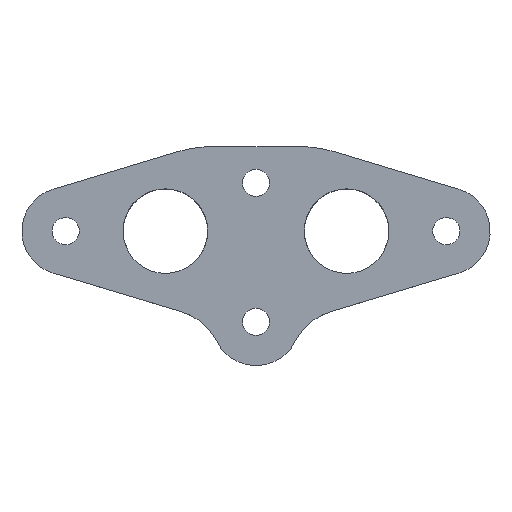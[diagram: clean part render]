
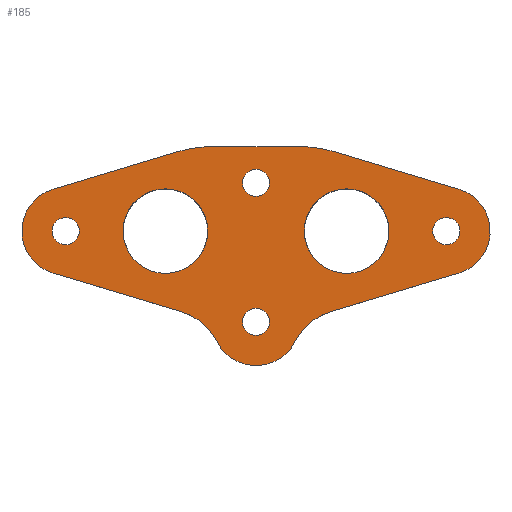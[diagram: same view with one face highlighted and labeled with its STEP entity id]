
A CAD part, top view. The second image highlights one B-rep face of the part: STEP entity #185.
In plain terms, the highlighted planar face has unit normal (0, 0, 1).
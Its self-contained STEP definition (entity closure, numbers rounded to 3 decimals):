
#185=ADVANCED_FACE('',(#281,#282,#283,#284,#285,#286,#287),#247,.T.);
#247=PLANE('',#1427);
#281=FACE_BOUND('',#362,.T.);
#282=FACE_BOUND('',#363,.T.);
#283=FACE_BOUND('',#364,.T.);
#284=FACE_BOUND('',#365,.T.);
#285=FACE_BOUND('',#366,.T.);
#286=FACE_BOUND('',#367,.T.);
#287=FACE_BOUND('',#368,.T.);
#362=EDGE_LOOP('',(#678,#679,#680,#681,#682,#683,#684,#685,#686,#687,#688,
#689));
#363=EDGE_LOOP('',(#690));
#364=EDGE_LOOP('',(#691));
#365=EDGE_LOOP('',(#692));
#366=EDGE_LOOP('',(#693));
#367=EDGE_LOOP('',(#694));
#368=EDGE_LOOP('',(#695));
#461=LINE('',#2124,#519);
#464=LINE('',#2132,#522);
#467=LINE('',#2140,#525);
#470=LINE('',#2148,#528);
#473=LINE('',#2647,#531);
#519=VECTOR('',#1664,1.);
#522=VECTOR('',#1673,1.);
#525=VECTOR('',#1682,1.);
#528=VECTOR('',#1691,1.);
#531=VECTOR('',#1724,1.);
#678=ORIENTED_EDGE('',*,*,#1103,.F.);
#679=ORIENTED_EDGE('',*,*,#1140,.F.);
#680=ORIENTED_EDGE('',*,*,#1123,.F.);
#681=ORIENTED_EDGE('',*,*,#1121,.F.);
#682=ORIENTED_EDGE('',*,*,#1119,.F.);
#683=ORIENTED_EDGE('',*,*,#1117,.F.);
#684=ORIENTED_EDGE('',*,*,#1115,.F.);
#685=ORIENTED_EDGE('',*,*,#1113,.F.);
#686=ORIENTED_EDGE('',*,*,#1111,.F.);
#687=ORIENTED_EDGE('',*,*,#1109,.F.);
#688=ORIENTED_EDGE('',*,*,#1107,.F.);
#689=ORIENTED_EDGE('',*,*,#1105,.F.);
#690=ORIENTED_EDGE('',*,*,#1139,.F.);
#691=ORIENTED_EDGE('',*,*,#1137,.F.);
#692=ORIENTED_EDGE('',*,*,#1132,.F.);
#693=ORIENTED_EDGE('',*,*,#1131,.F.);
#694=ORIENTED_EDGE('',*,*,#1129,.F.);
#695=ORIENTED_EDGE('',*,*,#1141,.F.);
#978=VERTEX_POINT('',#2111);
#979=VERTEX_POINT('',#2113);
#980=VERTEX_POINT('',#2117);
#981=VERTEX_POINT('',#2121);
#982=VERTEX_POINT('',#2125);
#983=VERTEX_POINT('',#2129);
#984=VERTEX_POINT('',#2133);
#985=VERTEX_POINT('',#2137);
#986=VERTEX_POINT('',#2141);
#987=VERTEX_POINT('',#2145);
#988=VERTEX_POINT('',#2149);
#989=VERTEX_POINT('',#2153);
#994=VERTEX_POINT('',#2393);
#996=VERTEX_POINT('',#2398);
#997=VERTEX_POINT('',#2401);
#1002=VERTEX_POINT('',#2640);
#1004=VERTEX_POINT('',#2645);
#1005=VERTEX_POINT('',#2650);
#1103=EDGE_CURVE('',#978,#979,#1271,.T.);
#1105=EDGE_CURVE('',#979,#980,#1272,.T.);
#1107=EDGE_CURVE('',#980,#981,#1273,.T.);
#1109=EDGE_CURVE('',#981,#982,#461,.T.);
#1111=EDGE_CURVE('',#982,#983,#1274,.T.);
#1113=EDGE_CURVE('',#983,#984,#464,.T.);
#1115=EDGE_CURVE('',#984,#985,#1275,.T.);
#1117=EDGE_CURVE('',#985,#986,#467,.T.);
#1119=EDGE_CURVE('',#986,#987,#1276,.T.);
#1121=EDGE_CURVE('',#987,#988,#470,.T.);
#1123=EDGE_CURVE('',#988,#989,#1277,.T.);
#1129=EDGE_CURVE('',#994,#994,#1278,.T.);
#1131=EDGE_CURVE('',#996,#996,#1280,.T.);
#1132=EDGE_CURVE('',#997,#997,#1281,.T.);
#1137=EDGE_CURVE('',#1002,#1002,#1282,.T.);
#1139=EDGE_CURVE('',#1004,#1004,#1284,.T.);
#1140=EDGE_CURVE('',#989,#978,#473,.T.);
#1141=EDGE_CURVE('',#1005,#1005,#1285,.T.);
#1271=CIRCLE('',#1394,10.);
#1272=CIRCLE('',#1396,7.25);
#1273=CIRCLE('',#1398,10.);
#1274=CIRCLE('',#1401,7.25);
#1275=CIRCLE('',#1404,20.);
#1276=CIRCLE('',#1407,20.);
#1277=CIRCLE('',#1410,7.25);
#1278=CIRCLE('',#1412,7.);
#1280=CIRCLE('',#1415,2.25);
#1281=CIRCLE('',#1417,2.25);
#1282=CIRCLE('',#1419,7.);
#1284=CIRCLE('',#1422,2.25);
#1285=CIRCLE('',#1425,2.25);
#1394=AXIS2_PLACEMENT_3D('',#2112,#1649,#1650);
#1396=AXIS2_PLACEMENT_3D('',#2116,#1654,#1655);
#1398=AXIS2_PLACEMENT_3D('',#2120,#1659,#1660);
#1401=AXIS2_PLACEMENT_3D('',#2128,#1668,#1669);
#1404=AXIS2_PLACEMENT_3D('',#2136,#1677,#1678);
#1407=AXIS2_PLACEMENT_3D('',#2144,#1686,#1687);
#1410=AXIS2_PLACEMENT_3D('',#2152,#1695,#1696);
#1412=AXIS2_PLACEMENT_3D('',#2392,#1700,#1701);
#1415=AXIS2_PLACEMENT_3D('',#2397,#1706,#1707);
#1417=AXIS2_PLACEMENT_3D('',#2400,#1710,#1711);
#1419=AXIS2_PLACEMENT_3D('',#2639,#1714,#1715);
#1422=AXIS2_PLACEMENT_3D('',#2644,#1720,#1721);
#1425=AXIS2_PLACEMENT_3D('',#2649,#1727,#1728);
#1427=AXIS2_PLACEMENT_3D('',#2652,#1731,#1732);
#1649=DIRECTION('',(0.,0.,1.));
#1650=DIRECTION('',(1.,0.,0.));
#1654=DIRECTION('',(0.,0.,-1.));
#1655=DIRECTION('',(1.,0.,0.));
#1659=DIRECTION('',(0.,0.,1.));
#1660=DIRECTION('',(1.,0.,0.));
#1664=DIRECTION('',(-0.958,0.288,0.));
#1668=DIRECTION('',(0.,0.,-1.));
#1669=DIRECTION('',(1.,0.,0.));
#1673=DIRECTION('',(0.958,0.288,0.));
#1677=DIRECTION('',(0.,0.,-1.));
#1678=DIRECTION('',(1.,0.,0.));
#1682=DIRECTION('',(1.,0.,0.));
#1686=DIRECTION('',(0.,0.,-1.));
#1687=DIRECTION('',(1.,0.,0.));
#1691=DIRECTION('',(0.958,-0.288,0.));
#1695=DIRECTION('',(0.,0.,-1.));
#1696=DIRECTION('',(1.,0.,0.));
#1700=DIRECTION('',(0.,0.,1.));
#1701=DIRECTION('',(1.,0.,0.));
#1706=DIRECTION('',(0.,0.,1.));
#1707=DIRECTION('',(1.,0.,0.));
#1710=DIRECTION('',(0.,0.,1.));
#1711=DIRECTION('',(1.,0.,0.));
#1714=DIRECTION('',(0.,0.,1.));
#1715=DIRECTION('',(1.,0.,0.));
#1720=DIRECTION('',(0.,0.,1.));
#1721=DIRECTION('',(1.,0.,0.));
#1724=DIRECTION('',(-0.958,-0.288,0.));
#1727=DIRECTION('',(0.,0.,1.));
#1728=DIRECTION('',(1.,0.,0.));
#1731=DIRECTION('',(0.,0.,1.));
#1732=DIRECTION('',(1.,0.,0.));
#2111=CARTESIAN_POINT('',(12.473,-13.29,2.));
#2112=CARTESIAN_POINT('',(15.352,-22.867,2.));
#2113=CARTESIAN_POINT('',(6.452,-18.306,2.));
#2116=CARTESIAN_POINT('',(0.,-15.,2.));
#2117=CARTESIAN_POINT('',(-6.452,-18.306,2.));
#2120=CARTESIAN_POINT('',(-15.352,-22.867,2.));
#2121=CARTESIAN_POINT('',(-12.473,-13.29,2.));
#2124=CARTESIAN_POINT('',(-12.473,-13.29,2.));
#2125=CARTESIAN_POINT('',(-33.587,-6.943,2.));
#2128=CARTESIAN_POINT('',(-31.5,0.,2.));
#2129=CARTESIAN_POINT('',(-33.587,6.943,2.));
#2132=CARTESIAN_POINT('',(-33.587,6.943,2.));
#2133=CARTESIAN_POINT('',(-12.928,13.153,2.));
#2136=CARTESIAN_POINT('',(-7.17,-6.,2.));
#2137=CARTESIAN_POINT('',(-7.17,14.,2.));
#2140=CARTESIAN_POINT('',(-7.17,14.,2.));
#2141=CARTESIAN_POINT('',(7.17,14.,2.));
#2144=CARTESIAN_POINT('',(7.17,-6.,2.));
#2145=CARTESIAN_POINT('',(12.928,13.153,2.));
#2148=CARTESIAN_POINT('',(12.928,13.153,2.));
#2149=CARTESIAN_POINT('',(33.587,6.943,2.));
#2152=CARTESIAN_POINT('',(31.5,0.,2.));
#2153=CARTESIAN_POINT('',(33.587,-6.943,2.));
#2392=CARTESIAN_POINT('',(-15.,0.,2.));
#2393=CARTESIAN_POINT('',(-8.,0.,2.));
#2397=CARTESIAN_POINT('',(0.,8.,2.));
#2398=CARTESIAN_POINT('',(2.25,8.,2.));
#2400=CARTESIAN_POINT('',(0.,-15.,2.));
#2401=CARTESIAN_POINT('',(2.25,-15.,2.));
#2639=CARTESIAN_POINT('',(15.,0.,2.));
#2640=CARTESIAN_POINT('',(22.,0.,2.));
#2644=CARTESIAN_POINT('',(31.5,0.,2.));
#2645=CARTESIAN_POINT('',(33.75,0.,2.));
#2647=CARTESIAN_POINT('',(33.587,-6.943,2.));
#2649=CARTESIAN_POINT('',(-31.5,0.,2.));
#2650=CARTESIAN_POINT('',(-29.25,0.,2.));
#2652=CARTESIAN_POINT('',(15.352,-22.867,2.));
